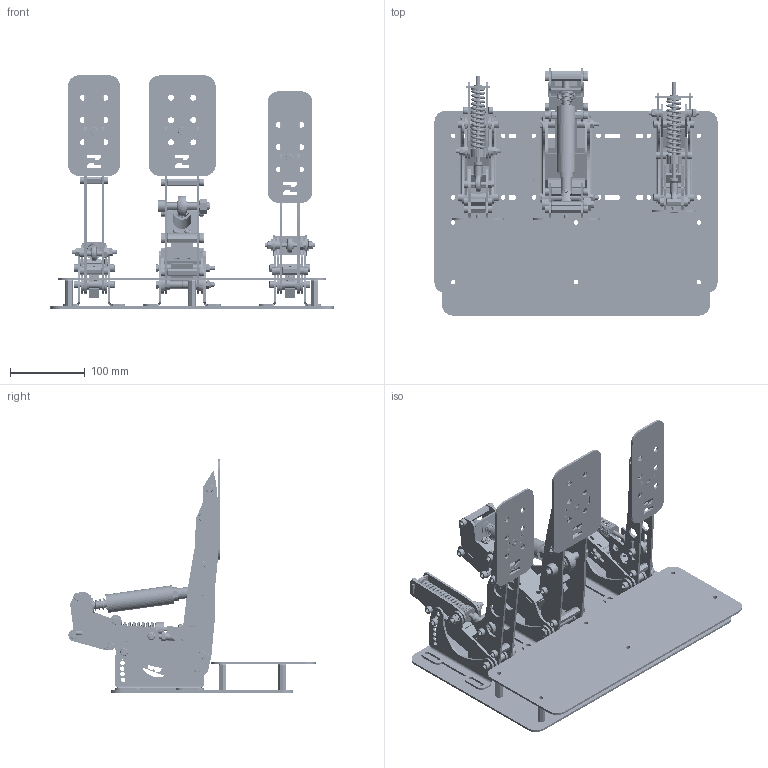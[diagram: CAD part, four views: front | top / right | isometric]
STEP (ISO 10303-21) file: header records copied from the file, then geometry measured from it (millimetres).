
FILE_DESCRIPTION(/* description */ ('Unknown'),/* implementation_level */ '2;1');
FILE_NAME(/* name */ 'pedals v2',/* time_stamp */ '2020-05-07T12:46:54+03:00',/* author */ ('Unknown'),/* organization */ ('Unknown'),/* preprocessor_version */ 'ST-DEVELOPER v16.7',/* originating_system */ 'Solid Edge',/* authorisation */ 'Unknown');
FILE_SCHEMA (('AUTOMOTIVE_DESIGN {1 0 10303 214 3 1 1}'));
Products named in the file (74): Âñå ïåäàëè v2; 瀇僔膴檴鼁闉罻; 瀇僔蠂縺膴檴1; 瀇僔蠂縺膴檴2; m6x35 ãàéêà; ãàç ñáîðêà; êðåïëåíèå 1(ñîãí); ãàçïëàñòèíà1; ãàçïëàñòèíà2; m6x20 ãàéêà; áðîíçîâàÿ øàéáà m6; m6x10; 鎗鵻罻(鼀薃襝樄) 6x10x30 (A2 ART 9070); m6 ãàéêà; ïðóæèíà load cell; Âòóëêà áðîíçà(18(14)õ10õ8); êðåïëåíèå 2(ñîãí); ãàçïëàñòèíà3; òåíçî 80x12,7x12,7 20kg; ãàçïëàñòèíà4; ãàçïëàñòèíà5; m6x20; ãàçïëàñòèíà5(äëÿîáðåç.loadcell); ïðóæèíà ãàç; ãàçïëàñòèíà6; 寀闉闀錟嚦 20(10)x6; M6-140; ãàçïëàñòèíà7; ãàçïëàñòèíà8; çàæèìàëêà; ãàçïëàñòèíà9; PHSA6; m6x16 禘(A4 DIN 7991); m6x35; òåíçî 80x12,7x12,7 20kg(îáðåç); 秬謽鍡 鼁闉罻; 襜謽瀇僔蠂縺1; 鎗鵻罻(鼀薃襝樄) 6x10x25 (A2 ART 9070); 襜謽瀇僔蠂縺2; m6x75 ...
Assembly tree (184 placements, depth 3):
  Âñå ïåäàëè v2
    瀇僔膴檴鼁闉罻
      瀇僔蠂縺膴檴1
      瀇僔蠂縺膴檴2
      m6x35 ãàéêà  x6
    ãàç ñáîðêà
      êðåïëåíèå 1(ñîãí)
      ãàçïëàñòèíà1  x2
      ãàçïëàñòèíà2  x2
      m6x20 ãàéêà  x2
      áðîíçîâàÿ øàéáà m6  x4
      m6x10  x6
      鎗鵻罻(鼀薃襝樄) 6x10x30 (A2 ART 9070)  x3
      m6 ãàéêà  x4
      ïðóæèíà load cell
      Âòóëêà áðîíçà(18(14)õ10õ8)  x2
      êðåïëåíèå 2(ñîãí)
      ãàçïëàñòèíà3
      òåíçî 80x12,7x12,7 20kg
      ãàçïëàñòèíà4
      ãàçïëàñòèíà5
      m6x20  x4
      ãàçïëàñòèíà5(äëÿîáðåç.loadcell)
      ïðóæèíà ãàç
      ãàçïëàñòèíà6  x2
      寀闉闀錟嚦 20(10)x6
      M6-140
      ãàçïëàñòèíà7
      ãàçïëàñòèíà8
      çàæèìàëêà
      ãàçïëàñòèíà9
      PHSA6
      m6x16 禘(A4 DIN 7991)  x3
      m6x35
      òåíçî 80x12,7x12,7 20kg(îáðåç)
    秬謽鍡 鼁闉罻
      êðåïëåíèå 1(ñîãí)
      襜謽瀇僔蠂縺1  x2
      鎗鵻罻(鼀薃襝樄) 6x10x25 (A2 ART 9070)  x4
      襜謽瀇僔蠂縺2  x2
      êðåïëåíèå 2(ñîãí)
      m6x75  x2
      m6 ãàéêà  x5
      m6x20  x16
      Âòóëêà áðîíçà(18(14)õ10õ8)  x2
      m6x16 禘(A4 DIN 7991)
      PHSA10
      òåíçî 130õ20õ30 100kg
      襜謽瀇僔蠂縺3
      襜謽瀇僔蠂縺4
      襜謽瀇僔蠂縺5  x2
      m6x40 ãàéêà  x8
      襜謽瀇僔蠂縺7
      M10-140
      寀闉闀錟嚦 20(13,5)x6
      STP70-25X25  x2
      STP70-25X40
      m10 ãàéêà
      m10x60
      襜謽瀇僔蠂縺9
Bounding box: 380 x 331.8 x 313.27 mm (x, y, z)
Volume: 1172228.7 mm3; surface area: 847065.8 mm2
Topology: 199 solids, 199 shells, 3668 faces, 8804 edges, 5690 vertices
Faces by surface type: plane 2021, cylinder 1129, torus 232, bspline 195, cone 83, sphere 8
Full cylindrical faces by diameter (mm): 1 x2, 2 x1, 2.162 x1, 2.71 x1, 3.5 x1, 4 x16, 4.5 x1, 4.773 x2, 5 x2, 6 x240, 6.2 x13, 6.5 x8, 8 x18, 8.376 x1, 8.88 x2, 9.16 x13, 9.2 x13, 9.6 x13, 10 x73, 11 x1, 12 x12, 14 x16, 15 x1, 16 x5, 18 x8, 20 x5, 22 x2, 25 x3
Entity records: 92037 total; most frequent: CARTESIAN_POINT 51880, DIRECTION 7288, ORIENTED_EDGE 7116, EDGE_CURVE 3558, VERTEX_POINT 2474, AXIS2_PLACEMENT_3D 2474, LINE 2340, VECTOR 2340
